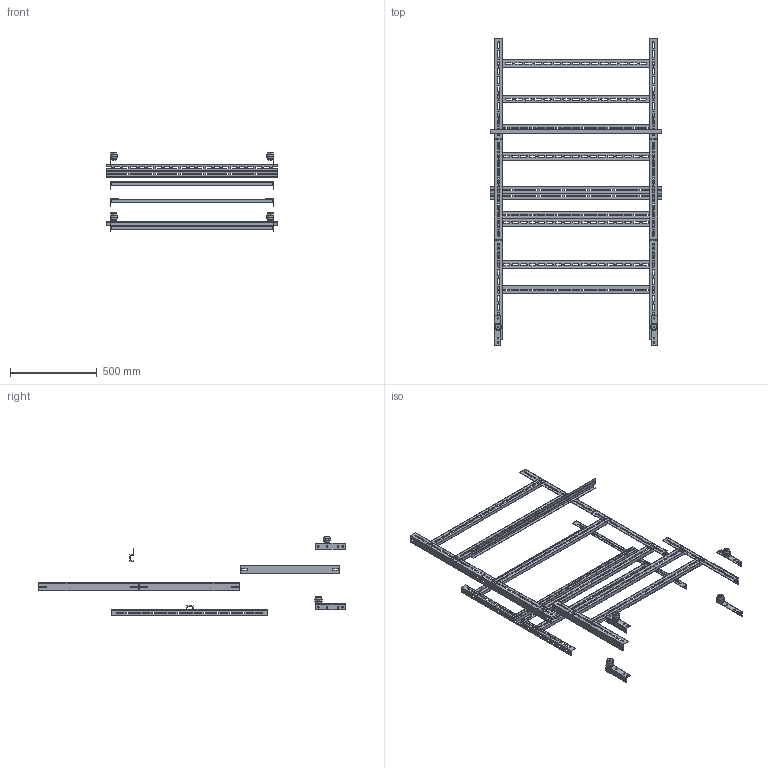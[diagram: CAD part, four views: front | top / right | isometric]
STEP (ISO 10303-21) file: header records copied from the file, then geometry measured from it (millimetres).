
FILE_DESCRIPTION (( 'STEP AP214' ), '1' );
FILE_NAME ('YKM60-P-20102000-36 扻斀錼膷 櫡翴錒 棈 20.10.6-2000.STEP', '2016-11-24T07:20:23', ( '' ), ( '' ), 'SwSTEP 2.0', 'SolidWorks 2014', '' );
FILE_SCHEMA (( 'AUTOMOTIVE_DESIGN' ));
Length unit declared in the file: millimetre
Products named in the file (1): YKM60-P-20102000-36 扻斀錼膷 櫡翴錒 棈 20.10.6-2000
Bounding box: 990 x 1766 x 459.5 mm (x, y, z)
Volume: 2493766.6 mm3; surface area: 2475981.7 mm2
Topology: 26 solids, 26 shells, 2184 faces, 6324 edges, 4204 vertices
Faces by surface type: cylinder 1100, plane 1036, cone 32, bspline 16
Entity records: 75319 total; most frequent: CARTESIAN_POINT 13777, DIRECTION 12902, ORIENTED_EDGE 12632, EDGE_CURVE 6316, AXIS2_PLACEMENT_3D 4433, VERTEX_POINT 4204, VECTOR 4036, LINE 4036
